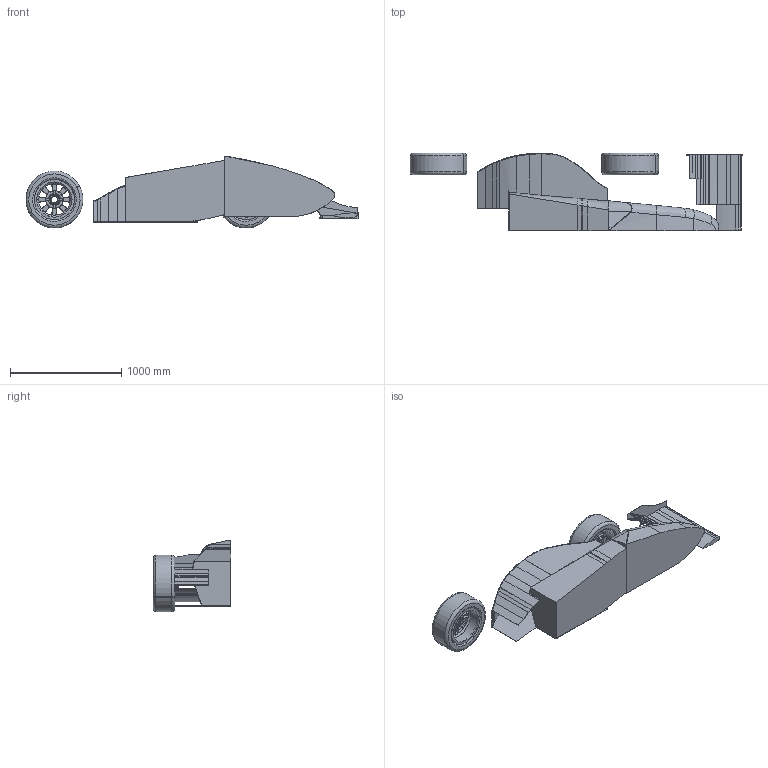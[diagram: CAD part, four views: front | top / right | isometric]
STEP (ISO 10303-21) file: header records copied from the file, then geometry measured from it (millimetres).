
FILE_DESCRIPTION(('CATIA V5 STEP Exchange'),'2;1');
FILE_NAME('2018 radiator analysis1.stp','2018-03-14T08:28:12+00:00',('none'),('none'),'CATIA Version 5 Release 17 (IN-10)','CATIA V5 STEP AP203','none');
FILE_SCHEMA(('CONFIG_CONTROL_DESIGN'));
Length unit declared in the file: millimetre
Products named in the file (8): Product1; AssyTsutsui2018; TieRodAssy; SRodEnd1.0Assy; POS 8EC.1; 2018 radiator analysis; Fr.wing; Fr.wing2
Assembly tree (19 placements, depth 5):
  Product1
    AssyTsutsui2018
      #62  x2
      TieRodAssy
        SRodEnd1.0Assy  x2
          POS 8EC.1
    #13985
    #16082
    2018 radiator analysis
      Fr.wing
        #18400
        #19309
        #19862
        #20397
        #20932
        #21107
      Fr.wing2
    #21561
Bounding box: 2978.61 x 697 x 644.99 mm (x, y, z)
Volume: 225358073.8 mm3; surface area: 9708917 mm2
Topology: 13 solids, 13 shells, 927 faces, 2413 edges, 1533 vertices
Faces by surface type: cylinder 365, plane 283, torus 134, bspline 89, cone 52, extrusion 4
Entity records: 24703 total; most frequent: CARTESIAN_POINT 11726, ORIENTED_EDGE 3000, DIRECTION 1910, EDGE_CURVE 1500, VERTEX_POINT 951, AXIS2_PLACEMENT_3D 805, VECTOR 634, LINE 630
